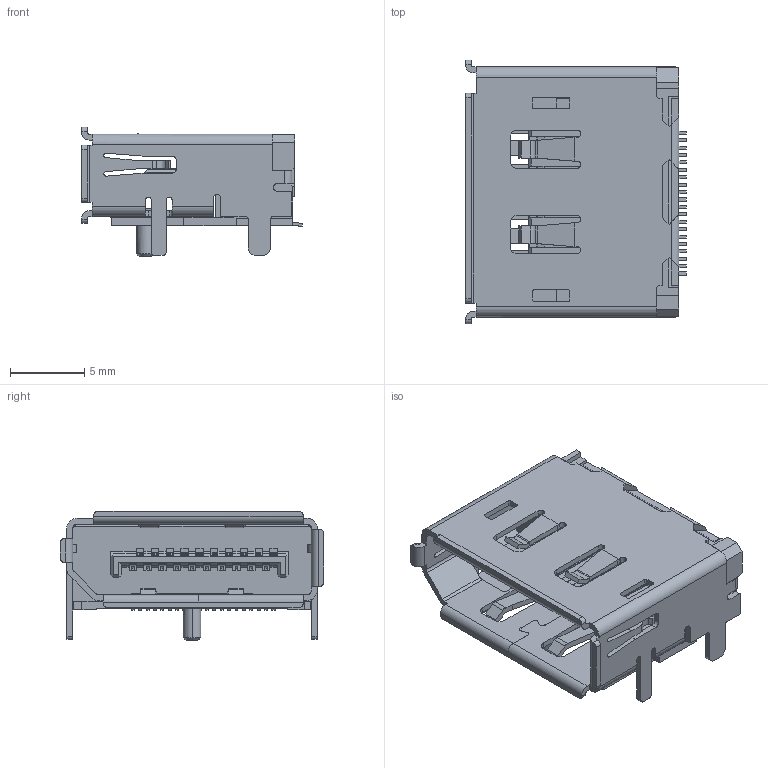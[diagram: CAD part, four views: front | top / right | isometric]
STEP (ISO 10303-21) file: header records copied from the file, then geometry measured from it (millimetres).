
FILE_DESCRIPTION(/* description */ (''),/* implementation_level */ '2;1');
FILE_NAME(/* name */ 'DP real.stp',/* time_stamp */ '2020-11-02T15:45:24+08:00',/* author */ (''),/* organization */ (''),/* preprocessor_version */ 'ST-DEVELOPER v15',/* originating_system */ 'SIEMENS PLM Software NX 9.0',/* authorisation */ '');
FILE_SCHEMA (('AP203_CONFIGURATION_CONTROLLED_3D_DESIGN_OF_MECHANICAL_PARTS_AND_ASSEMBLIES_MIM_LF { 1 0 10303 403 2 1 2}'));
Length unit declared in the file: millimetre
Products named in the file (1): user3A24EAEC5pet
Bounding box: 14.89 x 17.79 x 8.75 mm (x, y, z)
Volume: 664.1 mm3; surface area: 2161.7 mm2
Topology: 1 solids, 1 shells, 1242 faces, 3711 edges, 2441 vertices
Faces by surface type: plane 955, cylinder 285, cone 2
Entity records: 41947 total; most frequent: CARTESIAN_POINT 7982, ORIENTED_EDGE 7422, DIRECTION 6657, EDGE_CURVE 3711, LINE 3109, VECTOR 3109, VERTEX_POINT 2441, AXIS2_PLACEMENT_3D 1774
